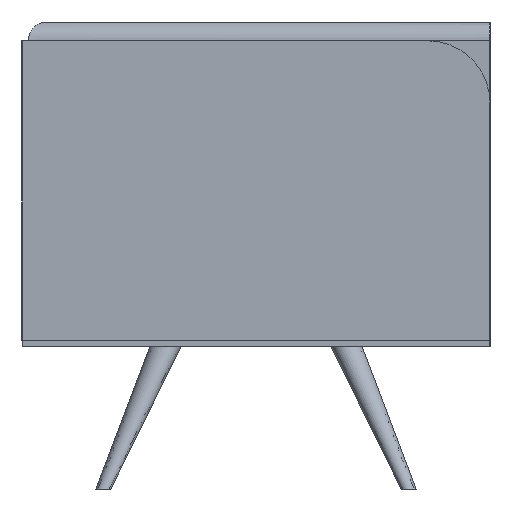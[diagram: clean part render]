
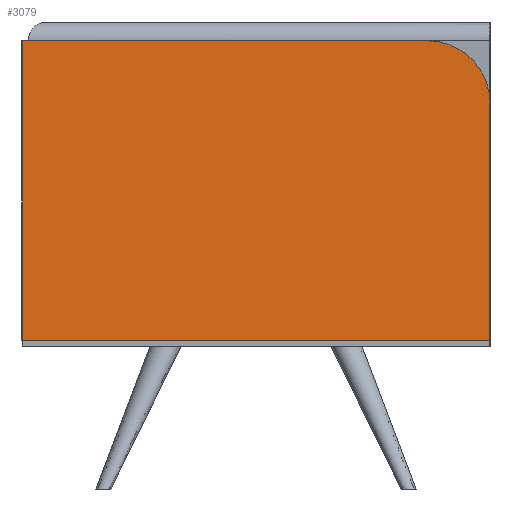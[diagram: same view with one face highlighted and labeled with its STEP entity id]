
A CAD part, left-side view. The second image highlights one B-rep face of the part: STEP entity #3079.
In plain terms, the highlighted planar face has unit normal (-1, 0, 0).
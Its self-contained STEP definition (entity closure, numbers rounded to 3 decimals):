
#2770 = PLANE('',#2771);
#2771 = AXIS2_PLACEMENT_3D('',#2772,#2773,#2774);
#2772 = CARTESIAN_POINT('',(22860.84,22037.873,240.));
#2773 = DIRECTION('',(0.,1.,0.));
#2774 = DIRECTION('',(0.,0.,1.));
#2795 = VERTEX_POINT('',#2796);
#2796 = CARTESIAN_POINT('',(22850.84,22037.873,240.));
#2810 = PLANE('',#2811);
#2811 = AXIS2_PLACEMENT_3D('',#2812,#2813,#2814);
#2812 = CARTESIAN_POINT('',(22860.84,22787.873,240.));
#2813 = DIRECTION('',(0.,0.,1.));
#2814 = DIRECTION('',(0.,-1.,0.));
#2822 = EDGE_CURVE('',#2795,#2823,#2825,.T.);
#2823 = VERTEX_POINT('',#2824);
#2824 = CARTESIAN_POINT('',(22850.84,22037.873,620.));
#2825 = SURFACE_CURVE('',#2826,(#2830,#2837),.PCURVE_S1.);
#2826 = LINE('',#2827,#2828);
#2827 = CARTESIAN_POINT('',(22850.84,22037.873,240.));
#2828 = VECTOR('',#2829,1.);
#2829 = DIRECTION('',(0.,0.,1.));
#2830 = PCURVE('',#2770,#2831);
#2831 = DEFINITIONAL_REPRESENTATION('',(#2832),#2836);
#2832 = LINE('',#2833,#2834);
#2833 = CARTESIAN_POINT('',(0.,-10.));
#2834 = VECTOR('',#2835,1.);
#2835 = DIRECTION('',(1.,0.));
#2836 = ( GEOMETRIC_REPRESENTATION_CONTEXT(2) 
PARAMETRIC_REPRESENTATION_CONTEXT() REPRESENTATION_CONTEXT('2D SPACE',''
  ) );
#2837 = PCURVE('',#2838,#2843);
#2838 = PLANE('',#2839);
#2839 = AXIS2_PLACEMENT_3D('',#2840,#2841,#2842);
#2840 = CARTESIAN_POINT('',(22850.84,22412.873,480.));
#2841 = DIRECTION('',(-1.,0.,0.));
#2842 = DIRECTION('',(0.,-1.,0.));
#2843 = DEFINITIONAL_REPRESENTATION('',(#2844),#2848);
#2844 = LINE('',#2845,#2846);
#2845 = CARTESIAN_POINT('',(375.,-240.));
#2846 = VECTOR('',#2847,1.);
#2847 = DIRECTION('',(0.,1.));
#2848 = ( GEOMETRIC_REPRESENTATION_CONTEXT(2) 
PARAMETRIC_REPRESENTATION_CONTEXT() REPRESENTATION_CONTEXT('2D SPACE',''
  ) );
#2864 = CYLINDRICAL_SURFACE('',#2865,100.);
#2865 = AXIS2_PLACEMENT_3D('',#2866,#2867,#2868);
#2866 = CARTESIAN_POINT('',(22860.84,22137.873,620.));
#2867 = DIRECTION('',(-1.,0.,0.));
#2868 = DIRECTION('',(-0.,-1.,-0.));
#2920 = PLANE('',#2921);
#2921 = AXIS2_PLACEMENT_3D('',#2922,#2923,#2924);
#2922 = CARTESIAN_POINT('',(22860.84,22037.873,720.));
#2923 = DIRECTION('',(0.,0.,-1.));
#2924 = DIRECTION('',(0.,1.,0.));
#2948 = PLANE('',#2949);
#2949 = AXIS2_PLACEMENT_3D('',#2950,#2951,#2952);
#2950 = CARTESIAN_POINT('',(22860.84,22787.873,720.));
#2951 = DIRECTION('',(-0.,-1.,-0.));
#2952 = DIRECTION('',(0.,0.,-1.));
#2986 = VERTEX_POINT('',#2987);
#2987 = CARTESIAN_POINT('',(22850.84,22137.873,720.));
#3008 = EDGE_CURVE('',#2823,#2986,#3009,.T.);
#3009 = SURFACE_CURVE('',#3010,(#3015,#3022),.PCURVE_S1.);
#3010 = CIRCLE('',#3011,100.);
#3011 = AXIS2_PLACEMENT_3D('',#3012,#3013,#3014);
#3012 = CARTESIAN_POINT('',(22850.84,22137.873,620.));
#3013 = DIRECTION('',(-1.,0.,0.));
#3014 = DIRECTION('',(0.,0.,-1.));
#3015 = PCURVE('',#2864,#3016);
#3016 = DEFINITIONAL_REPRESENTATION('',(#3017),#3021);
#3017 = LINE('',#3018,#3019);
#3018 = CARTESIAN_POINT('',(-1.571,10.));
#3019 = VECTOR('',#3020,1.);
#3020 = DIRECTION('',(1.,0.));
#3021 = ( GEOMETRIC_REPRESENTATION_CONTEXT(2) 
PARAMETRIC_REPRESENTATION_CONTEXT() REPRESENTATION_CONTEXT('2D SPACE',''
  ) );
#3022 = PCURVE('',#2838,#3023);
#3023 = DEFINITIONAL_REPRESENTATION('',(#3024),#3028);
#3024 = CIRCLE('',#3025,100.);
#3025 = AXIS2_PLACEMENT_2D('',#3026,#3027);
#3026 = CARTESIAN_POINT('',(275.,140.));
#3027 = DIRECTION('',(0.,-1.));
#3028 = ( GEOMETRIC_REPRESENTATION_CONTEXT(2) 
PARAMETRIC_REPRESENTATION_CONTEXT() REPRESENTATION_CONTEXT('2D SPACE',''
  ) );
#3035 = VERTEX_POINT('',#3036);
#3036 = CARTESIAN_POINT('',(22850.84,22787.873,240.));
#3057 = EDGE_CURVE('',#3035,#2795,#3058,.T.);
#3058 = SURFACE_CURVE('',#3059,(#3063,#3070),.PCURVE_S1.);
#3059 = LINE('',#3060,#3061);
#3060 = CARTESIAN_POINT('',(22850.84,22787.873,240.));
#3061 = VECTOR('',#3062,1.);
#3062 = DIRECTION('',(0.,-1.,0.));
#3063 = PCURVE('',#2810,#3064);
#3064 = DEFINITIONAL_REPRESENTATION('',(#3065),#3069);
#3065 = LINE('',#3066,#3067);
#3066 = CARTESIAN_POINT('',(0.,-10.));
#3067 = VECTOR('',#3068,1.);
#3068 = DIRECTION('',(1.,0.));
#3069 = ( GEOMETRIC_REPRESENTATION_CONTEXT(2) 
PARAMETRIC_REPRESENTATION_CONTEXT() REPRESENTATION_CONTEXT('2D SPACE',''
  ) );
#3070 = PCURVE('',#2838,#3071);
#3071 = DEFINITIONAL_REPRESENTATION('',(#3072),#3076);
#3072 = LINE('',#3073,#3074);
#3073 = CARTESIAN_POINT('',(-375.,-240.));
#3074 = VECTOR('',#3075,1.);
#3075 = DIRECTION('',(1.,0.));
#3076 = ( GEOMETRIC_REPRESENTATION_CONTEXT(2) 
PARAMETRIC_REPRESENTATION_CONTEXT() REPRESENTATION_CONTEXT('2D SPACE',''
  ) );
#3079 = ADVANCED_FACE('',(#3080),#2838,.T.);
#3080 = FACE_BOUND('',#3081,.T.);
#3081 = EDGE_LOOP('',(#3082,#3083,#3084,#3107,#3128));
#3082 = ORIENTED_EDGE('',*,*,#2822,.T.);
#3083 = ORIENTED_EDGE('',*,*,#3008,.T.);
#3084 = ORIENTED_EDGE('',*,*,#3085,.T.);
#3085 = EDGE_CURVE('',#2986,#3086,#3088,.T.);
#3086 = VERTEX_POINT('',#3087);
#3087 = CARTESIAN_POINT('',(22850.84,22787.873,720.));
#3088 = SURFACE_CURVE('',#3089,(#3093,#3100),.PCURVE_S1.);
#3089 = LINE('',#3090,#3091);
#3090 = CARTESIAN_POINT('',(22850.84,22037.873,720.));
#3091 = VECTOR('',#3092,1.);
#3092 = DIRECTION('',(0.,1.,0.));
#3093 = PCURVE('',#2838,#3094);
#3094 = DEFINITIONAL_REPRESENTATION('',(#3095),#3099);
#3095 = LINE('',#3096,#3097);
#3096 = CARTESIAN_POINT('',(375.,240.));
#3097 = VECTOR('',#3098,1.);
#3098 = DIRECTION('',(-1.,0.));
#3099 = ( GEOMETRIC_REPRESENTATION_CONTEXT(2) 
PARAMETRIC_REPRESENTATION_CONTEXT() REPRESENTATION_CONTEXT('2D SPACE',''
  ) );
#3100 = PCURVE('',#2920,#3101);
#3101 = DEFINITIONAL_REPRESENTATION('',(#3102),#3106);
#3102 = LINE('',#3103,#3104);
#3103 = CARTESIAN_POINT('',(0.,-10.));
#3104 = VECTOR('',#3105,1.);
#3105 = DIRECTION('',(1.,0.));
#3106 = ( GEOMETRIC_REPRESENTATION_CONTEXT(2) 
PARAMETRIC_REPRESENTATION_CONTEXT() REPRESENTATION_CONTEXT('2D SPACE',''
  ) );
#3107 = ORIENTED_EDGE('',*,*,#3108,.T.);
#3108 = EDGE_CURVE('',#3086,#3035,#3109,.T.);
#3109 = SURFACE_CURVE('',#3110,(#3114,#3121),.PCURVE_S1.);
#3110 = LINE('',#3111,#3112);
#3111 = CARTESIAN_POINT('',(22850.84,22787.873,720.));
#3112 = VECTOR('',#3113,1.);
#3113 = DIRECTION('',(0.,0.,-1.));
#3114 = PCURVE('',#2838,#3115);
#3115 = DEFINITIONAL_REPRESENTATION('',(#3116),#3120);
#3116 = LINE('',#3117,#3118);
#3117 = CARTESIAN_POINT('',(-375.,240.));
#3118 = VECTOR('',#3119,1.);
#3119 = DIRECTION('',(0.,-1.));
#3120 = ( GEOMETRIC_REPRESENTATION_CONTEXT(2) 
PARAMETRIC_REPRESENTATION_CONTEXT() REPRESENTATION_CONTEXT('2D SPACE',''
  ) );
#3121 = PCURVE('',#2948,#3122);
#3122 = DEFINITIONAL_REPRESENTATION('',(#3123),#3127);
#3123 = LINE('',#3124,#3125);
#3124 = CARTESIAN_POINT('',(0.,-10.));
#3125 = VECTOR('',#3126,1.);
#3126 = DIRECTION('',(1.,0.));
#3127 = ( GEOMETRIC_REPRESENTATION_CONTEXT(2) 
PARAMETRIC_REPRESENTATION_CONTEXT() REPRESENTATION_CONTEXT('2D SPACE',''
  ) );
#3128 = ORIENTED_EDGE('',*,*,#3057,.T.);
